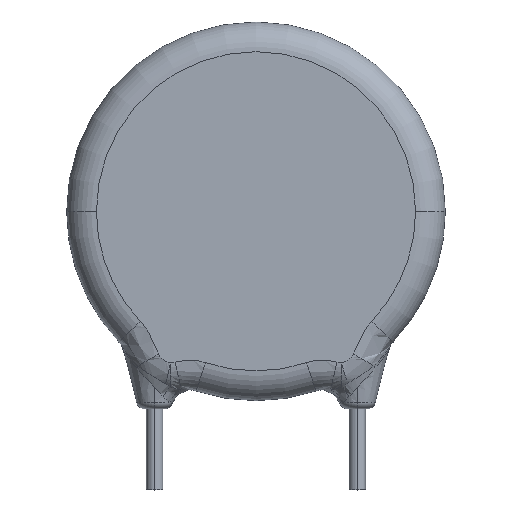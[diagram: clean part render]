
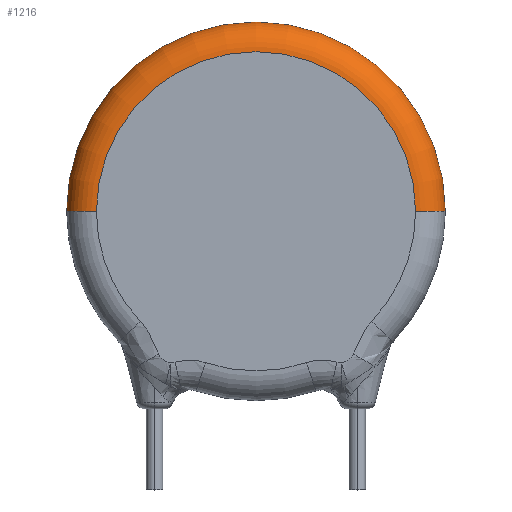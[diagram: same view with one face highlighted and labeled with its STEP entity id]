
A CAD part, top view. The second image highlights one B-rep face of the part: STEP entity #1216.
In plain terms, the highlighted toroidal (fillet/blend) face has major radius 5.9 mm and minor radius 1.1 mm.
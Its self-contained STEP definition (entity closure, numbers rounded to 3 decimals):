
#93 = VERTEX_POINT ( 'NONE', #3805 ) ;
#147 = ORIENTED_EDGE ( 'NONE', *, *, #3662, .F. ) ;
#202 = CIRCLE ( 'NONE', #3076, 1.1 ) ;
#759 = CARTESIAN_POINT ( 'NONE',  ( 5.9, 7.3, 1.25 ) ) ;
#1044 = EDGE_LOOP ( 'NONE', ( #1936, #2863, #3360, #147 ) ) ;
#1051 = AXIS2_PLACEMENT_3D ( 'NONE', #2316, #3962, #3669 ) ;
#1078 = CARTESIAN_POINT ( 'NONE',  ( 0., 7.3, 1.25 ) ) ;
#1087 = EDGE_CURVE ( 'NONE', #4198, #1865, #2834, .T. ) ;
#1216 = ADVANCED_FACE ( 'NONE', ( #2935 ), #1469, .T. ) ;
#1284 = CARTESIAN_POINT ( 'NONE',  ( 5.9, 7.3, 0.15 ) ) ;
#1469 = TOROIDAL_SURFACE ( 'NONE', #2612, 5.9, 1.1 ) ;
#1528 = VERTEX_POINT ( 'NONE', #3588 ) ;
#1656 = DIRECTION ( 'NONE',  ( 0., -1., 0. ) ) ;
#1673 = AXIS2_PLACEMENT_3D ( 'NONE', #1078, #4230, #2802 ) ;
#1676 = DIRECTION ( 'NONE',  ( 0., 0., -1. ) ) ;
#1865 = VERTEX_POINT ( 'NONE', #4233 ) ;
#1936 = ORIENTED_EDGE ( 'NONE', *, *, #4232, .F. ) ;
#2192 = DIRECTION ( 'NONE',  ( 0., 0., -1. ) ) ;
#2207 = EDGE_CURVE ( 'NONE', #93, #1865, #4415, .T. ) ;
#2316 = CARTESIAN_POINT ( 'NONE',  ( -5.9, 7.3, 0.15 ) ) ;
#2561 = DIRECTION ( 'NONE',  ( 0., 0., 1. ) ) ;
#2612 = AXIS2_PLACEMENT_3D ( 'NONE', #2916, #2561, #3950 ) ;
#2802 = DIRECTION ( 'NONE',  ( 1., 0., 0. ) ) ;
#2834 = CIRCLE ( 'NONE', #1673, 5.9 ) ;
#2861 = CARTESIAN_POINT ( 'NONE',  ( 0., 7.3, 0.15 ) ) ;
#2863 = ORIENTED_EDGE ( 'NONE', *, *, #2207, .T. ) ;
#2864 = CIRCLE ( 'NONE', #4090, 7. ) ;
#2916 = CARTESIAN_POINT ( 'NONE',  ( 0., 7.3, 0.15 ) ) ;
#2935 = FACE_OUTER_BOUND ( 'NONE', #1044, .T. ) ;
#3076 = AXIS2_PLACEMENT_3D ( 'NONE', #1284, #1656, #1676 ) ;
#3360 = ORIENTED_EDGE ( 'NONE', *, *, #1087, .F. ) ;
#3557 = DIRECTION ( 'NONE',  ( 1., 0., 0. ) ) ;
#3588 = CARTESIAN_POINT ( 'NONE',  ( 7., 7.3, 0.15 ) ) ;
#3662 = EDGE_CURVE ( 'NONE', #1528, #4198, #202, .T. ) ;
#3669 = DIRECTION ( 'NONE',  ( -1., 0., 0. ) ) ;
#3805 = CARTESIAN_POINT ( 'NONE',  ( -7., 7.3, 0.15 ) ) ;
#3950 = DIRECTION ( 'NONE',  ( 1., 0., 0. ) ) ;
#3962 = DIRECTION ( 'NONE',  ( 0., 1., 0. ) ) ;
#4090 = AXIS2_PLACEMENT_3D ( 'NONE', #2861, #2192, #3557 ) ;
#4198 = VERTEX_POINT ( 'NONE', #759 ) ;
#4230 = DIRECTION ( 'NONE',  ( 0., 0., 1. ) ) ;
#4232 = EDGE_CURVE ( 'NONE', #93, #1528, #2864, .T. ) ;
#4233 = CARTESIAN_POINT ( 'NONE',  ( -5.9, 7.3, 1.25 ) ) ;
#4415 = CIRCLE ( 'NONE', #1051, 1.1 ) ;
